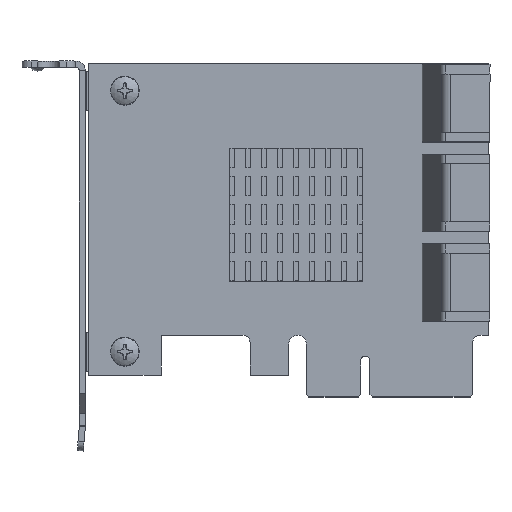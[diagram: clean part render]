
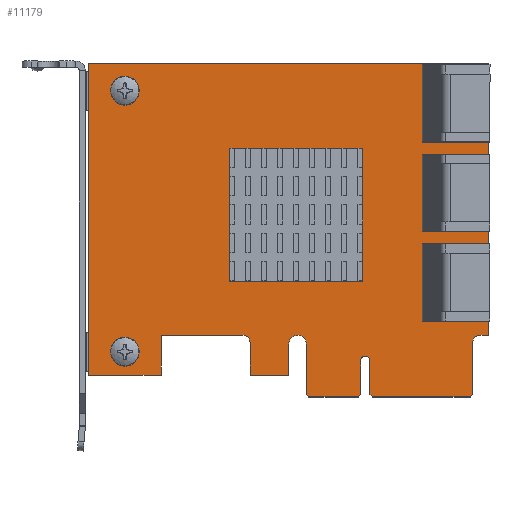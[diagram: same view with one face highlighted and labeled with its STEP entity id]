
A CAD part, top view. The second image highlights one B-rep face of the part: STEP entity #11179.
In plain terms, the highlighted planar face has unit normal (0, 0, 1).
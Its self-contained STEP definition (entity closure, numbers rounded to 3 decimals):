
#411=FACE_BOUND('',#1341,.T.);
#494=CIRCLE('',#11891,1.5);
#495=CIRCLE('',#11892,1.825);
#496=CIRCLE('',#11893,0.95);
#497=CIRCLE('',#11894,1.5);
#498=CIRCLE('',#11895,1.59);
#692=FACE_OUTER_BOUND('',#1340,.T.);
#1340=EDGE_LOOP('',(#7425,#7426,#7427,#7428,#7429,#7430,#7431,#7432,#7433,
#7434,#7435,#7436,#7437,#7438,#7439,#7440,#7441,#7442,#7443,#7444,#7445,
#7446,#7447,#7448));
#1341=EDGE_LOOP('',(#7449));
#2070=LINE('',#15799,#3409);
#2074=LINE('',#15807,#3413);
#2075=LINE('',#15809,#3414);
#2076=LINE('',#15811,#3415);
#2077=LINE('',#15813,#3416);
#2078=LINE('',#15815,#3417);
#2079=LINE('',#15819,#3418);
#2080=LINE('',#15821,#3419);
#2081=LINE('',#15823,#3420);
#2082=LINE('',#15827,#3421);
#2083=LINE('',#15829,#3422);
#2084=LINE('',#15831,#3423);
#2085=LINE('',#15833,#3424);
#2086=LINE('',#15835,#3425);
#2087=LINE('',#15839,#3426);
#2088=LINE('',#15841,#3427);
#2089=LINE('',#15843,#3428);
#2090=LINE('',#15845,#3429);
#2091=LINE('',#15847,#3430);
#2092=LINE('',#15850,#3431);
#3409=VECTOR('',#12749,10.);
#3413=VECTOR('',#12755,1.);
#3414=VECTOR('',#12756,1.);
#3415=VECTOR('',#12757,1.);
#3416=VECTOR('',#12758,1.);
#3417=VECTOR('',#12759,1.);
#3418=VECTOR('',#12762,1.);
#3419=VECTOR('',#12763,1.);
#3420=VECTOR('',#12764,1.);
#3421=VECTOR('',#12767,1.);
#3422=VECTOR('',#12768,1.);
#3423=VECTOR('',#12769,1.);
#3424=VECTOR('',#12770,1.);
#3425=VECTOR('',#12771,1.);
#3426=VECTOR('',#12774,1.);
#3427=VECTOR('',#12775,1.);
#3428=VECTOR('',#12776,1.);
#3429=VECTOR('',#12777,1.);
#3430=VECTOR('',#12778,1.);
#3431=VECTOR('',#12781,1.);
#4748=VERTEX_POINT('',#15797);
#4749=VERTEX_POINT('',#15798);
#4752=VERTEX_POINT('',#15806);
#4753=VERTEX_POINT('',#15808);
#4754=VERTEX_POINT('',#15810);
#4755=VERTEX_POINT('',#15812);
#4756=VERTEX_POINT('',#15814);
#4757=VERTEX_POINT('',#15816);
#4758=VERTEX_POINT('',#15818);
#4759=VERTEX_POINT('',#15820);
#4760=VERTEX_POINT('',#15822);
#4761=VERTEX_POINT('',#15824);
#4762=VERTEX_POINT('',#15826);
#4763=VERTEX_POINT('',#15828);
#4764=VERTEX_POINT('',#15830);
#4765=VERTEX_POINT('',#15832);
#4766=VERTEX_POINT('',#15834);
#4767=VERTEX_POINT('',#15836);
#4768=VERTEX_POINT('',#15838);
#4769=VERTEX_POINT('',#15840);
#4770=VERTEX_POINT('',#15842);
#4771=VERTEX_POINT('',#15844);
#4772=VERTEX_POINT('',#15846);
#4773=VERTEX_POINT('',#15848);
#4774=VERTEX_POINT('',#15851);
#5804=EDGE_CURVE('',#4748,#4749,#2070,.T.);
#5808=EDGE_CURVE('',#4749,#4752,#2074,.T.);
#5809=EDGE_CURVE('',#4752,#4753,#2075,.T.);
#5810=EDGE_CURVE('',#4754,#4753,#2076,.T.);
#5811=EDGE_CURVE('',#4755,#4754,#2077,.T.);
#5812=EDGE_CURVE('',#4755,#4756,#2078,.T.);
#5813=EDGE_CURVE('',#4757,#4756,#494,.T.);
#5814=EDGE_CURVE('',#4757,#4758,#2079,.T.);
#5815=EDGE_CURVE('',#4758,#4759,#2080,.T.);
#5816=EDGE_CURVE('',#4759,#4760,#2081,.T.);
#5817=EDGE_CURVE('',#4761,#4760,#495,.T.);
#5818=EDGE_CURVE('',#4761,#4762,#2082,.T.);
#5819=EDGE_CURVE('',#4762,#4763,#2083,.T.);
#5820=EDGE_CURVE('',#4763,#4764,#2084,.T.);
#5821=EDGE_CURVE('',#4764,#4765,#2085,.T.);
#5822=EDGE_CURVE('',#4765,#4766,#2086,.T.);
#5823=EDGE_CURVE('',#4767,#4766,#496,.T.);
#5824=EDGE_CURVE('',#4768,#4767,#2087,.T.);
#5825=EDGE_CURVE('',#4768,#4769,#2088,.T.);
#5826=EDGE_CURVE('',#4769,#4770,#2089,.T.);
#5827=EDGE_CURVE('',#4770,#4771,#2090,.T.);
#5828=EDGE_CURVE('',#4771,#4772,#2091,.T.);
#5829=EDGE_CURVE('',#4772,#4773,#497,.T.);
#5830=EDGE_CURVE('',#4773,#4748,#2092,.T.);
#5831=EDGE_CURVE('',#4774,#4774,#498,.T.);
#7425=ORIENTED_EDGE('',*,*,#5804,.T.);
#7426=ORIENTED_EDGE('',*,*,#5808,.T.);
#7427=ORIENTED_EDGE('',*,*,#5809,.T.);
#7428=ORIENTED_EDGE('',*,*,#5810,.F.);
#7429=ORIENTED_EDGE('',*,*,#5811,.F.);
#7430=ORIENTED_EDGE('',*,*,#5812,.T.);
#7431=ORIENTED_EDGE('',*,*,#5813,.F.);
#7432=ORIENTED_EDGE('',*,*,#5814,.T.);
#7433=ORIENTED_EDGE('',*,*,#5815,.T.);
#7434=ORIENTED_EDGE('',*,*,#5816,.T.);
#7435=ORIENTED_EDGE('',*,*,#5817,.F.);
#7436=ORIENTED_EDGE('',*,*,#5818,.T.);
#7437=ORIENTED_EDGE('',*,*,#5819,.T.);
#7438=ORIENTED_EDGE('',*,*,#5820,.T.);
#7439=ORIENTED_EDGE('',*,*,#5821,.T.);
#7440=ORIENTED_EDGE('',*,*,#5822,.T.);
#7441=ORIENTED_EDGE('',*,*,#5823,.F.);
#7442=ORIENTED_EDGE('',*,*,#5824,.F.);
#7443=ORIENTED_EDGE('',*,*,#5825,.T.);
#7444=ORIENTED_EDGE('',*,*,#5826,.T.);
#7445=ORIENTED_EDGE('',*,*,#5827,.T.);
#7446=ORIENTED_EDGE('',*,*,#5828,.T.);
#7447=ORIENTED_EDGE('',*,*,#5829,.T.);
#7448=ORIENTED_EDGE('',*,*,#5830,.T.);
#7449=ORIENTED_EDGE('',*,*,#5831,.F.);
#10656=PLANE('',#11890);
#11179=ADVANCED_FACE('',(#692,#411),#10656,.T.);
#11890=AXIS2_PLACEMENT_3D('',#15805,#12753,#12754);
#11891=AXIS2_PLACEMENT_3D('',#15817,#12760,#12761);
#11892=AXIS2_PLACEMENT_3D('',#15825,#12765,#12766);
#11893=AXIS2_PLACEMENT_3D('',#15837,#12772,#12773);
#11894=AXIS2_PLACEMENT_3D('',#15849,#12779,#12780);
#11895=AXIS2_PLACEMENT_3D('',#15852,#12782,#12783);
#12749=DIRECTION('',(0.,1.,0.));
#12753=DIRECTION('center_axis',(0.,0.,1.));
#12754=DIRECTION('ref_axis',(1.,0.,0.));
#12755=DIRECTION('',(-1.,0.,0.));
#12756=DIRECTION('',(0.,-1.,0.));
#12757=DIRECTION('',(-1.,0.,0.));
#12758=DIRECTION('',(0.,-1.,0.));
#12759=DIRECTION('',(1.,0.,0.));
#12760=DIRECTION('center_axis',(0.,0.,1.));
#12761=DIRECTION('ref_axis',(0.,-1.,0.));
#12762=DIRECTION('',(0.,-1.,0.));
#12763=DIRECTION('',(1.,0.,0.));
#12764=DIRECTION('',(0.,1.,0.));
#12765=DIRECTION('center_axis',(0.,0.,1.));
#12766=DIRECTION('ref_axis',(1.,0.,0.));
#12767=DIRECTION('',(0.,-1.,0.));
#12768=DIRECTION('',(0.707,-0.707,0.));
#12769=DIRECTION('',(1.,0.,0.));
#12770=DIRECTION('',(0.707,0.707,0.));
#12771=DIRECTION('',(0.,1.,0.));
#12772=DIRECTION('center_axis',(0.,0.,1.));
#12773=DIRECTION('ref_axis',(1.,0.,0.));
#12774=DIRECTION('',(0.,1.,0.));
#12775=DIRECTION('',(0.707,-0.707,0.));
#12776=DIRECTION('',(1.,0.,0.));
#12777=DIRECTION('',(0.707,0.707,0.));
#12778=DIRECTION('',(0.,1.,0.));
#12779=DIRECTION('center_axis',(0.,0.,-1.));
#12780=DIRECTION('ref_axis',(0.,-1.,0.));
#12781=DIRECTION('',(1.,0.,0.));
#12782=DIRECTION('center_axis',(0.,0.,1.));
#12783=DIRECTION('ref_axis',(1.,0.,0.));
#15797=CARTESIAN_POINT('',(25.5,12.75,1.6));
#15798=CARTESIAN_POINT('',(25.5,68.9,1.6));
#15799=CARTESIAN_POINT('',(25.5,23.621,1.6));
#15805=CARTESIAN_POINT('Origin',(19.941,34.491,1.6));
#15806=CARTESIAN_POINT('',(-57.15,68.9,1.6));
#15807=CARTESIAN_POINT('',(110.5,68.9,1.6));
#15808=CARTESIAN_POINT('',(-57.15,4.5,1.6));
#15809=CARTESIAN_POINT('',(-57.15,68.9,1.6));
#15810=CARTESIAN_POINT('',(-42.15,4.5,1.6));
#15811=CARTESIAN_POINT('',(-42.15,4.5,1.6));
#15812=CARTESIAN_POINT('',(-42.15,12.75,1.6));
#15813=CARTESIAN_POINT('',(-42.15,12.75,1.6));
#15814=CARTESIAN_POINT('',(-25.3,12.75,1.6));
#15815=CARTESIAN_POINT('',(-42.15,12.75,1.6));
#15816=CARTESIAN_POINT('',(-23.8,11.25,1.6));
#15817=CARTESIAN_POINT('Origin',(-25.3,11.25,1.6));
#15818=CARTESIAN_POINT('',(-23.8,4.5,1.6));
#15819=CARTESIAN_POINT('',(-23.8,12.75,1.6));
#15820=CARTESIAN_POINT('',(-15.8,4.5,1.6));
#15821=CARTESIAN_POINT('',(-23.8,4.5,1.6));
#15822=CARTESIAN_POINT('',(-15.8,10.925,1.6));
#15823=CARTESIAN_POINT('',(-15.8,4.5,1.6));
#15824=CARTESIAN_POINT('',(-12.15,10.925,1.6));
#15825=CARTESIAN_POINT('Origin',(-13.975,10.925,1.6));
#15826=CARTESIAN_POINT('',(-12.15,0.5,1.6));
#15827=CARTESIAN_POINT('',(-12.15,10.925,1.6));
#15828=CARTESIAN_POINT('',(-11.65,0.,1.6));
#15829=CARTESIAN_POINT('',(-12.5,0.85,1.6));
#15830=CARTESIAN_POINT('',(-1.45,0.,1.6));
#15831=CARTESIAN_POINT('',(-12.15,0.,1.6));
#15832=CARTESIAN_POINT('',(-0.95,0.5,1.6));
#15833=CARTESIAN_POINT('',(12.646,14.096,1.6));
#15834=CARTESIAN_POINT('',(-0.95,7.45,1.6));
#15835=CARTESIAN_POINT('',(-0.95,0.,1.6));
#15836=CARTESIAN_POINT('',(0.95,7.45,1.6));
#15837=CARTESIAN_POINT('Origin',(0.,7.45,1.6));
#15838=CARTESIAN_POINT('',(0.95,0.5,1.6));
#15839=CARTESIAN_POINT('',(0.95,0.,1.6));
#15840=CARTESIAN_POINT('',(1.45,0.,1.6));
#15841=CARTESIAN_POINT('',(-2.675,4.125,1.6));
#15842=CARTESIAN_POINT('',(21.65,0.,1.6));
#15843=CARTESIAN_POINT('',(0.95,0.,1.6));
#15844=CARTESIAN_POINT('',(22.15,0.5,1.6));
#15845=CARTESIAN_POINT('',(29.971,8.321,1.6));
#15846=CARTESIAN_POINT('',(22.15,11.25,1.6));
#15847=CARTESIAN_POINT('',(22.15,0.,1.6));
#15848=CARTESIAN_POINT('',(23.65,12.75,1.6));
#15849=CARTESIAN_POINT('Origin',(23.65,11.25,1.6));
#15850=CARTESIAN_POINT('',(22.15,12.75,1.6));
#15851=CARTESIAN_POINT('',(-51.24,9.35,1.6));
#15852=CARTESIAN_POINT('Origin',(-49.65,9.35,1.6));
